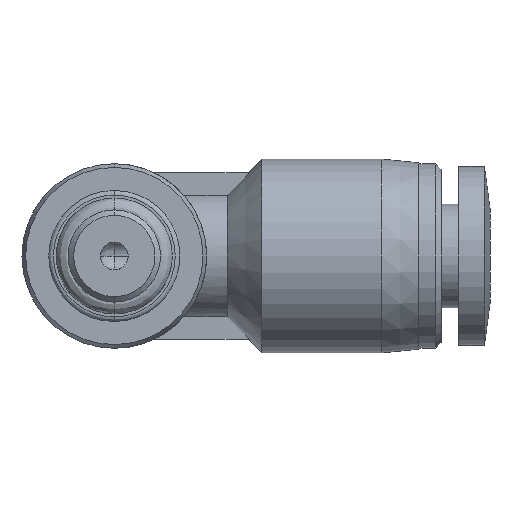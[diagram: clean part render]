
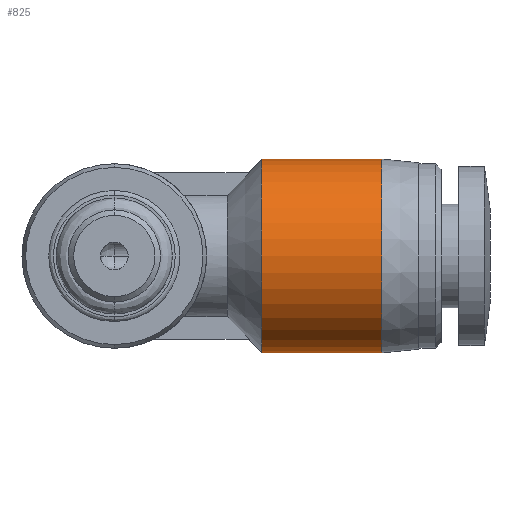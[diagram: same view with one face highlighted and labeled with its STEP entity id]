
A CAD part, front view. The second image highlights one B-rep face of the part: STEP entity #825.
In plain terms, the highlighted cylindrical face has radius 5.25 mm (diameter 10.5 mm), a partial arc.
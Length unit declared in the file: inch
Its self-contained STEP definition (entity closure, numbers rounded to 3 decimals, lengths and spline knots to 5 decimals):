
#165 = DIRECTION ( 'NONE',  ( -1., 0., 0. ) ) ;
#432 = FACE_OUTER_BOUND ( 'NONE', #1964, .T. ) ;
#574 = ORIENTED_EDGE ( 'NONE', *, *, #4134, .F. ) ;
#825 = ADVANCED_FACE ( 'NONE', ( #432 ), #6827, .T. ) ;
#841 = DIRECTION ( 'NONE',  ( 0., 0., 1. ) ) ;
#852 = DIRECTION ( 'NONE',  ( 1., 0., 0. ) ) ;
#862 = CARTESIAN_POINT ( 'NONE',  ( 0.31496, 0.40394, 0. ) ) ;
#884 = CARTESIAN_POINT ( 'NONE',  ( 0.57087, 0.40394, -0.20669 ) ) ;
#1217 = CARTESIAN_POINT ( 'NONE',  ( 0.57087, 0.40394, 0.20669 ) ) ;
#1754 = LINE ( 'NONE', #8257, #10673 ) ;
#1824 = VECTOR ( 'NONE', #165, 39.37008 ) ;
#1964 = EDGE_LOOP ( 'NONE', ( #574, #10016, #3087, #8390 ) ) ;
#2136 = EDGE_CURVE ( 'NONE', #9759, #8448, #2644, .T. ) ;
#2253 = AXIS2_PLACEMENT_3D ( 'NONE', #862, #852, #841 ) ;
#2358 = CARTESIAN_POINT ( 'NONE',  ( 0.57087, 0.40394, 0. ) ) ;
#2412 = DIRECTION ( 'NONE',  ( -1., 0., 0. ) ) ;
#2644 = CIRCLE ( 'NONE', #2253, 0.20669 ) ;
#3087 = ORIENTED_EDGE ( 'NONE', *, *, #10555, .T. ) ;
#3172 = DIRECTION ( 'NONE',  ( 0., 0., 1. ) ) ;
#3645 = VERTEX_POINT ( 'NONE', #884 ) ;
#4024 = LINE ( 'NONE', #8517, #1824 ) ;
#4134 = EDGE_CURVE ( 'NONE', #3645, #8448, #4024, .T. ) ;
#4307 = VERTEX_POINT ( 'NONE', #1217 ) ;
#4600 = CARTESIAN_POINT ( 'NONE',  ( 0.31496, 0.40394, 0.20669 ) ) ;
#4901 = DIRECTION ( 'NONE',  ( 0., 0., 1. ) ) ;
#4991 = CARTESIAN_POINT ( 'NONE',  ( 0.31496, 0.40394, -0.20669 ) ) ;
#5049 = DIRECTION ( 'NONE',  ( -1., 0., 0. ) ) ;
#5058 = CARTESIAN_POINT ( 'NONE',  ( 0.44291, 0.40394, 0. ) ) ;
#5908 = AXIS2_PLACEMENT_3D ( 'NONE', #2358, #8209, #3172 ) ;
#5950 = CIRCLE ( 'NONE', #5908, 0.20669 ) ;
#6731 = EDGE_CURVE ( 'NONE', #3645, #4307, #5950, .T. ) ;
#6827 = CYLINDRICAL_SURFACE ( 'NONE', #10521, 0.20669 ) ;
#8209 = DIRECTION ( 'NONE',  ( -1., 0., 0. ) ) ;
#8257 = CARTESIAN_POINT ( 'NONE',  ( 0.44291, 0.40394, 0.20669 ) ) ;
#8390 = ORIENTED_EDGE ( 'NONE', *, *, #2136, .T. ) ;
#8448 = VERTEX_POINT ( 'NONE', #4991 ) ;
#8517 = CARTESIAN_POINT ( 'NONE',  ( 0.44291, 0.40394, -0.20669 ) ) ;
#9759 = VERTEX_POINT ( 'NONE', #4600 ) ;
#10016 = ORIENTED_EDGE ( 'NONE', *, *, #6731, .T. ) ;
#10521 = AXIS2_PLACEMENT_3D ( 'NONE', #5058, #5049, #4901 ) ;
#10555 = EDGE_CURVE ( 'NONE', #4307, #9759, #1754, .T. ) ;
#10673 = VECTOR ( 'NONE', #2412, 39.37008 ) ;
